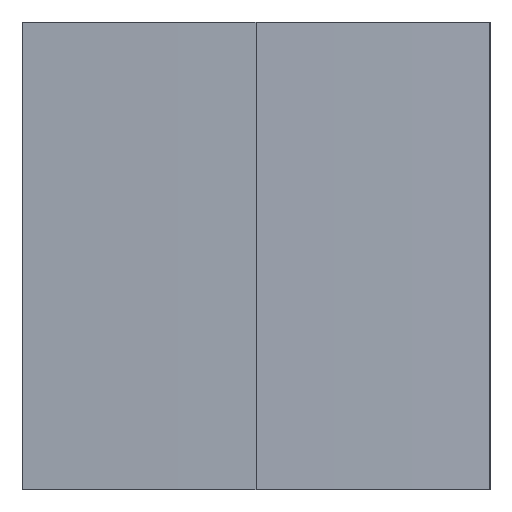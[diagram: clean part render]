
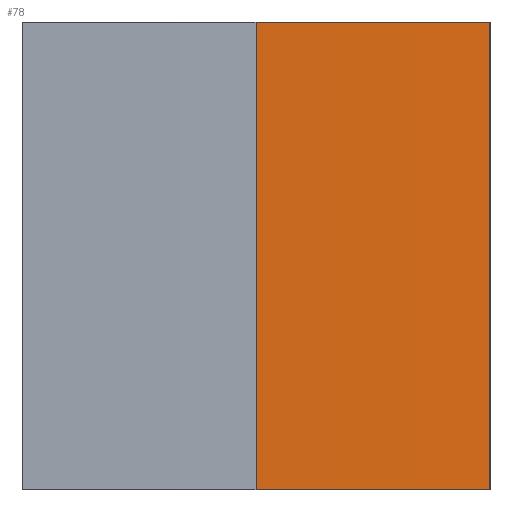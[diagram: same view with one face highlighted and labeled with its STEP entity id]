
A CAD part, left-side view. The second image highlights one B-rep face of the part: STEP entity #78.
In plain terms, the highlighted cylindrical face has radius 129.25 mm (diameter 258.5 mm), a partial arc.
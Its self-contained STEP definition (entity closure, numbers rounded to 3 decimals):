
#14 = LINE ( 'NONE', #206, #178 ) ;
#19 = CARTESIAN_POINT ( 'NONE',  ( 0., 0., 0. ) ) ;
#21 = DIRECTION ( 'NONE',  ( 0., 0., -1. ) ) ;
#32 = VERTEX_POINT ( 'NONE', #84 ) ;
#54 = ORIENTED_EDGE ( 'NONE', *, *, #70, .T. ) ;
#56 = DIRECTION ( 'NONE',  ( 0., 0., -1. ) ) ;
#60 = CYLINDRICAL_SURFACE ( 'NONE', #175, 129.25 ) ;
#70 = EDGE_CURVE ( 'NONE', #32, #96, #252, .T. ) ;
#78 = ADVANCED_FACE ( 'NONE', ( #87 ), #60, .T. ) ;
#79 = CARTESIAN_POINT ( 'NONE',  ( -129.153, -5., 10. ) ) ;
#84 = CARTESIAN_POINT ( 'NONE',  ( -129.25, 0., 0. ) ) ;
#85 = AXIS2_PLACEMENT_3D ( 'NONE', #193, #114, #88 ) ;
#87 = FACE_OUTER_BOUND ( 'NONE', #220, .T. ) ;
#88 = DIRECTION ( 'NONE',  ( 1., 0., 0. ) ) ;
#96 = VERTEX_POINT ( 'NONE', #169 ) ;
#107 = DIRECTION ( 'NONE',  ( 1., 0., 0. ) ) ;
#114 = DIRECTION ( 'NONE',  ( 0., 0., 1. ) ) ;
#124 = EDGE_CURVE ( 'NONE', #222, #32, #255, .T. ) ;
#125 = VERTEX_POINT ( 'NONE', #79 ) ;
#129 = DIRECTION ( 'NONE',  ( 0., 0., 1. ) ) ;
#135 = DIRECTION ( 'NONE',  ( -1., 0., 0. ) ) ;
#137 = VECTOR ( 'NONE', #21, 1000. ) ;
#140 = ORIENTED_EDGE ( 'NONE', *, *, #263, .F. ) ;
#164 = ORIENTED_EDGE ( 'NONE', *, *, #180, .F. ) ;
#169 = CARTESIAN_POINT ( 'NONE',  ( -129.153, -5., 0. ) ) ;
#175 = AXIS2_PLACEMENT_3D ( 'NONE', #189, #187, #135 ) ;
#178 = VECTOR ( 'NONE', #56, 1000. ) ;
#180 = EDGE_CURVE ( 'NONE', #222, #125, #239, .T. ) ;
#184 = CARTESIAN_POINT ( 'NONE',  ( -129.25, 0., 10. ) ) ;
#187 = DIRECTION ( 'NONE',  ( 0., 0., -1. ) ) ;
#189 = CARTESIAN_POINT ( 'NONE',  ( 0., 0., 10. ) ) ;
#193 = CARTESIAN_POINT ( 'NONE',  ( 0., 0., 10. ) ) ;
#206 = CARTESIAN_POINT ( 'NONE',  ( -129.153, -5., 10. ) ) ;
#216 = AXIS2_PLACEMENT_3D ( 'NONE', #19, #129, #107 ) ;
#220 = EDGE_LOOP ( 'NONE', ( #164, #244, #54, #140 ) ) ;
#222 = VERTEX_POINT ( 'NONE', #268 ) ;
#239 = CIRCLE ( 'NONE', #85, 129.25 ) ;
#244 = ORIENTED_EDGE ( 'NONE', *, *, #124, .T. ) ;
#252 = CIRCLE ( 'NONE', #216, 129.25 ) ;
#255 = LINE ( 'NONE', #184, #137 ) ;
#263 = EDGE_CURVE ( 'NONE', #125, #96, #14, .T. ) ;
#268 = CARTESIAN_POINT ( 'NONE',  ( -129.25, 0., 10. ) ) ;
